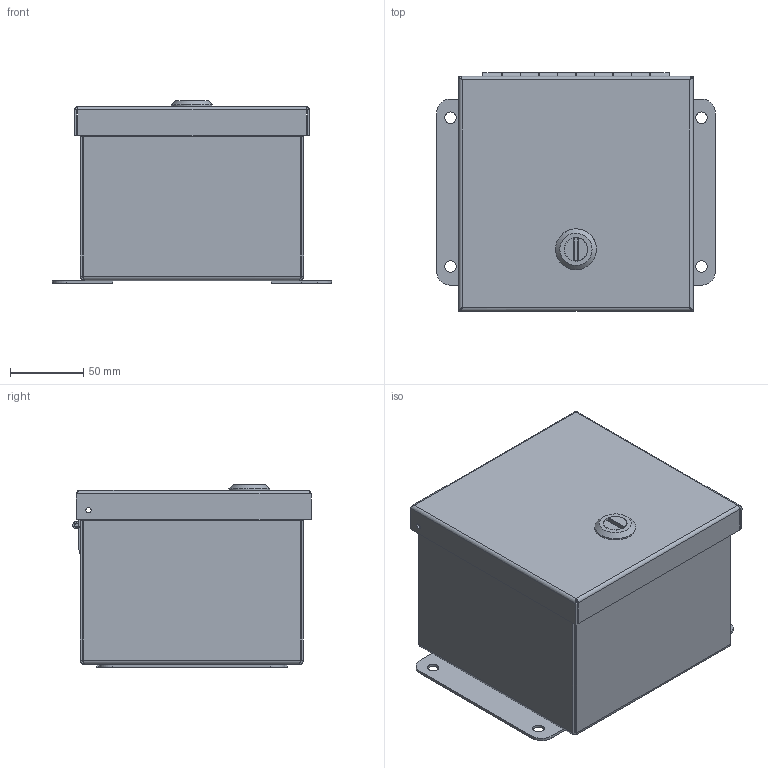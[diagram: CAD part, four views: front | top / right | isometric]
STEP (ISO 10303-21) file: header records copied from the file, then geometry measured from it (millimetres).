
FILE_DESCRIPTION(/* description */ ('NEMA4,JIC,CS,CH,6X6X4'),/* implementation_level */ '2;1');
FILE_NAME(/* name */ 'BN4060604CHQT.stp',/* time_stamp */ '2021-10-23T16:41:22-05:00',/* author */ ('samuelbadillo'),/* organization */ (''),/* preprocessor_version */ 'ST-DEVELOPER v18',/* originating_system */ 'Autodesk Inventor 2020',/* authorisation */ '');
FILE_SCHEMA (('AUTOMOTIVE_DESIGN { 1 0 10303 214 3 1 1 }'));
Length unit declared in the file: inch
Products named in the file (20): BN4060604CHQT; BN40606CHQTLID; FOAM IN PLACE; 3482; 3482_1; HFW328120; HFW328120L; HFW328120P; HFW328120T; BN4060604CHQTBKP; 3499; 38811; HFW351139; 1000-u155_asm; 1000-5046_prt; 1000-24; 1000-u142_asm; 1000-318; 1000-03; 1000-277-01
Assembly tree (22 placements, depth 4):
  BN4060604CHQT
    BN40606CHQTLID
    FOAM IN PLACE
    3482
    3482_1
    HFW328120
      HFW328120L
      HFW328120P
      HFW328120T
    BN4060604CHQTBKP
    3499  x4
    38811
    HFW351139
      1000-u155_asm
      1000-5046_prt
      1000-24
      1000-u142_asm
        1000-318
        1000-03
        1000-277-01
Bounding box: 190.5 x 162.71 x 124.83 mm (x, y, z)
Volume: 278980.7 mm3; surface area: 336673.7 mm2
Topology: 21 solids, 23 shells, 743 faces, 1775 edges, 1099 vertices
Faces by surface type: plane 366, cylinder 245, bspline 78, torus 30, cone 20, sphere 4
Full cylindrical faces by diameter (mm): 2.54 x1, 2.957 x10, 3.048 x8, 3.556 x2, 3.962 x4, 4.826 x1, 5 x1, 6 x1, 6.35 x1, 7.62 x4, 7.874 x4, 9.9 x1, 10 x2, 10.2 x1, 11.05 x1, 12.8 x1, 13.5 x1, 15.2 x1, 15.8 x1, 15.875 x4, 16.1 x2, 19.8 x2, 20.376 x1, 22 x3, 28 x2
Entity records: 24571 total; most frequent: CARTESIAN_POINT 6499, DIRECTION 3504, ORIENTED_EDGE 3408, EDGE_CURVE 1706, AXIS2_PLACEMENT_3D 1251, VERTEX_POINT 1051, LINE 1002, VECTOR 1002
